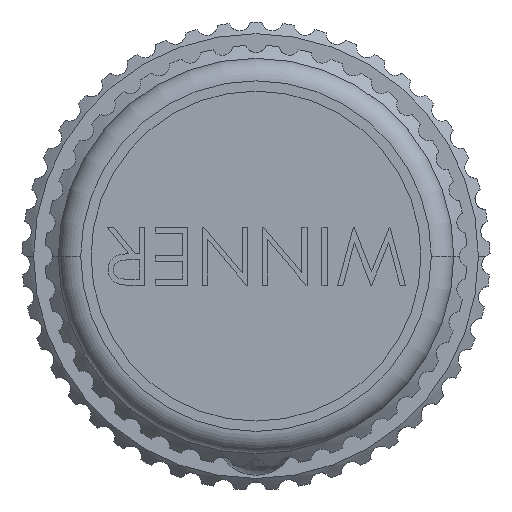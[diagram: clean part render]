
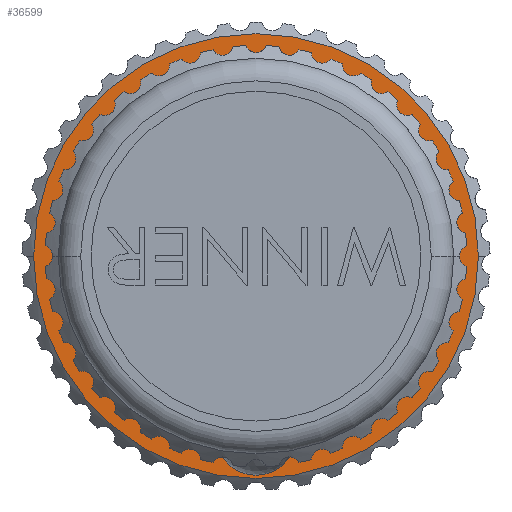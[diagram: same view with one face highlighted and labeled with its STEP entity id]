
A CAD part, left-side view. The second image highlights one B-rep face of the part: STEP entity #36599.
In plain terms, the highlighted planar face has unit normal (-1, 0, 0).
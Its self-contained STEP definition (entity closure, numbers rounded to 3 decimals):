
#960 = CARTESIAN_POINT ( 'NONE',  ( -7.686, 0., 0. ) ) ;
#1084 = DIRECTION ( 'NONE',  ( 0., 1., 0. ) ) ;
#1700 = CIRCLE ( 'NONE', #15756, 15.3 ) ;
#2175 = DIRECTION ( 'NONE',  ( 0., 1., 0. ) ) ;
#2518 = DIRECTION ( 'NONE',  ( -1., 0., 0. ) ) ;
#3578 = VERTEX_POINT ( 'NONE', #22548 ) ;
#3689 = FACE_BOUND ( 'NONE', #6981, .T. ) ;
#4475 = EDGE_CURVE ( 'NONE', #19098, #3578, #9346, .T. ) ;
#4775 = EDGE_CURVE ( 'NONE', #14511, #20595, #22637, .T. ) ;
#5266 = ORIENTED_EDGE ( 'NONE', *, *, #5373, .T. ) ;
#5373 = EDGE_CURVE ( 'NONE', #20595, #14511, #1700, .T. ) ;
#5394 = DIRECTION ( 'NONE',  ( 0., 1., 0. ) ) ;
#5415 = ORIENTED_EDGE ( 'NONE', *, *, #4775, .T. ) ;
#6981 = EDGE_LOOP ( 'NONE', ( #19172, #16500 ) ) ;
#7560 = CARTESIAN_POINT ( 'NONE',  ( -7.686, 15.3, 0. ) ) ;
#7891 = AXIS2_PLACEMENT_3D ( 'NONE', #960, #24233, #1084 ) ;
#9346 = CIRCLE ( 'NONE', #7891, 8.56 ) ;
#10324 = DIRECTION ( 'NONE',  ( -1., 0., 0. ) ) ;
#11067 = CARTESIAN_POINT ( 'NONE',  ( -7.686, 0., 0. ) ) ;
#14511 = VERTEX_POINT ( 'NONE', #28585 ) ;
#15052 = AXIS2_PLACEMENT_3D ( 'NONE', #33680, #2518, #5394 ) ;
#15470 = DIRECTION ( 'NONE',  ( -1., 0., 0. ) ) ;
#15756 = AXIS2_PLACEMENT_3D ( 'NONE', #35794, #15470, #35424 ) ;
#16500 = ORIENTED_EDGE ( 'NONE', *, *, #4475, .F. ) ;
#19098 = VERTEX_POINT ( 'NONE', #35044 ) ;
#19172 = ORIENTED_EDGE ( 'NONE', *, *, #35978, .F. ) ;
#20595 = VERTEX_POINT ( 'NONE', #7560 ) ;
#21917 = AXIS2_PLACEMENT_3D ( 'NONE', #11067, #30962, #36688 ) ;
#22548 = CARTESIAN_POINT ( 'NONE',  ( -7.686, 8.56, 0. ) ) ;
#22637 = CIRCLE ( 'NONE', #36521, 15.3 ) ;
#24233 = DIRECTION ( 'NONE',  ( -1., 0., 0. ) ) ;
#27430 = EDGE_LOOP ( 'NONE', ( #5415, #5266 ) ) ;
#28585 = CARTESIAN_POINT ( 'NONE',  ( -7.686, -15.3, 0. ) ) ;
#30962 = DIRECTION ( 'NONE',  ( -1., 0., 0. ) ) ;
#33127 = FACE_OUTER_BOUND ( 'NONE', #27430, .T. ) ;
#33680 = CARTESIAN_POINT ( 'NONE',  ( -7.686, 0., 0. ) ) ;
#35044 = CARTESIAN_POINT ( 'NONE',  ( -7.686, -8.56, 0. ) ) ;
#35381 = CIRCLE ( 'NONE', #15052, 8.56 ) ;
#35424 = DIRECTION ( 'NONE',  ( 0., 1., 0. ) ) ;
#35794 = CARTESIAN_POINT ( 'NONE',  ( -7.686, 0., 0. ) ) ;
#35978 = EDGE_CURVE ( 'NONE', #3578, #19098, #35381, .T. ) ;
#36081 = CARTESIAN_POINT ( 'NONE',  ( -7.686, 0., 0. ) ) ;
#36521 = AXIS2_PLACEMENT_3D ( 'NONE', #36081, #10324, #2175 ) ;
#36599 = ADVANCED_FACE ( 'NONE', ( #3689, #33127 ), #36940, .T. ) ;
#36688 = DIRECTION ( 'NONE',  ( 0., 1., 0. ) ) ;
#36940 = PLANE ( 'NONE',  #21917 ) ;
